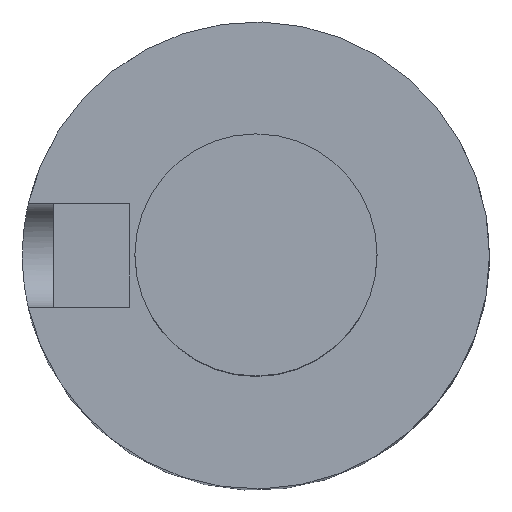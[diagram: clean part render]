
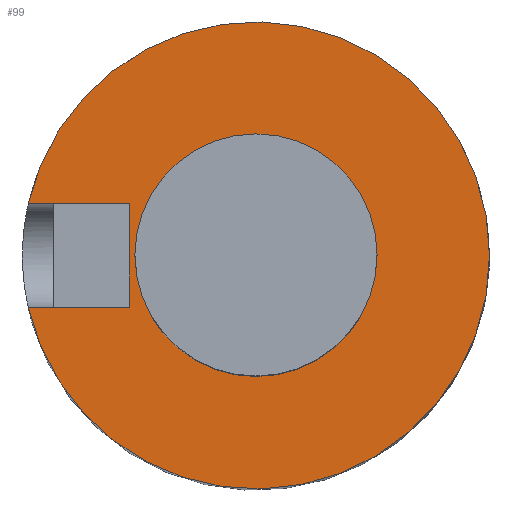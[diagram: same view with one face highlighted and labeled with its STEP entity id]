
A CAD part, top view. The second image highlights one B-rep face of the part: STEP entity #99.
In plain terms, the highlighted planar face has unit normal (0, 0, 1).
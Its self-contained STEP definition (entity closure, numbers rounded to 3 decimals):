
#55=PLANE('',#476);
#75=FACE_OUTER_BOUND('',#135,.T.);
#99=ADVANCED_FACE('',(#75),#55,.T.);
#135=EDGE_LOOP('',(#254,#255,#256,#257));
#169=LINE('',#699,#208);
#170=LINE('',#702,#209);
#171=LINE('',#703,#210);
#208=VECTOR('',#535,1.);
#209=VECTOR('',#536,1.);
#210=VECTOR('',#537,1.);
#254=ORIENTED_EDGE('',*,*,#393,.T.);
#255=ORIENTED_EDGE('',*,*,#394,.T.);
#256=ORIENTED_EDGE('',*,*,#378,.F.);
#257=ORIENTED_EDGE('',*,*,#395,.T.);
#343=VERTEX_POINT('',#629);
#344=VERTEX_POINT('',#630);
#358=VERTEX_POINT('',#700);
#359=VERTEX_POINT('',#701);
#378=EDGE_CURVE('',#343,#344,#430,.T.);
#393=EDGE_CURVE('',#358,#359,#169,.T.);
#394=EDGE_CURVE('',#359,#344,#170,.T.);
#395=EDGE_CURVE('',#343,#358,#171,.T.);
#430=CIRCLE('',#469,13.5);
#469=AXIS2_PLACEMENT_3D('',#628,#513,#514);
#476=AXIS2_PLACEMENT_3D('',#704,#538,#539);
#513=DIRECTION('',(0.,0.,-1.));
#514=DIRECTION('',(-1.,0.,0.));
#535=DIRECTION('',(0.,-1.,0.));
#536=DIRECTION('',(-1.,0.,0.));
#537=DIRECTION('',(1.,0.,0.));
#538=DIRECTION('',(0.,0.,1.));
#539=DIRECTION('',(-1.,0.,0.));
#628=CARTESIAN_POINT('',(0.,0.,0.));
#629=CARTESIAN_POINT('',(-13.162,3.,0.));
#630=CARTESIAN_POINT('',(-13.162,-3.,0.));
#699=CARTESIAN_POINT('',(-7.3,0.,0.));
#700=CARTESIAN_POINT('',(-7.3,3.,0.));
#701=CARTESIAN_POINT('',(-7.3,-3.,0.));
#702=CARTESIAN_POINT('',(0.,-3.,0.));
#703=CARTESIAN_POINT('',(0.,3.,0.));
#704=CARTESIAN_POINT('',(0.,0.,0.));
